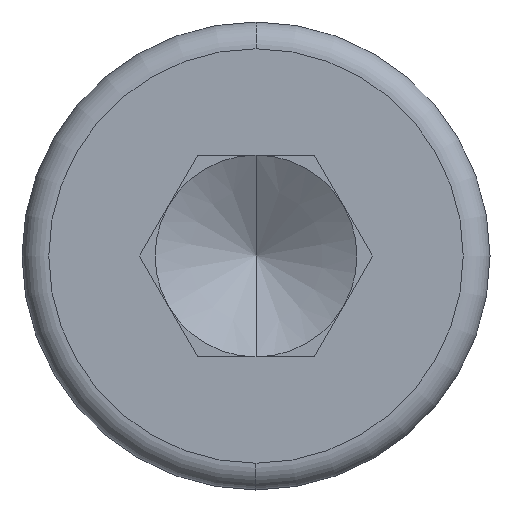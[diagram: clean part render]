
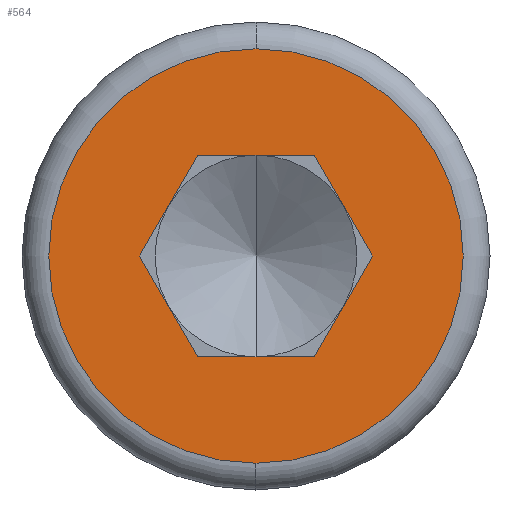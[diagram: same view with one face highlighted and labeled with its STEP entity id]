
A CAD part, left-side view. The second image highlights one B-rep face of the part: STEP entity #564.
In plain terms, the highlighted planar face has unit normal (-1, 0, 0).
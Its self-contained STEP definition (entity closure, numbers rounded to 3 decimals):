
#8 = CARTESIAN_POINT ( 'NONE',  ( 0., 0.872, 1.51 ) ) ;
#34 = VECTOR ( 'NONE', #165, 1000. ) ;
#44 = DIRECTION ( 'NONE',  ( 0., 0., 1. ) ) ;
#58 = LINE ( 'NONE', #413, #279 ) ;
#81 = EDGE_CURVE ( 'NONE', #598, #463, #668, .T. ) ;
#82 = AXIS2_PLACEMENT_3D ( 'NONE', #373, #602, #90 ) ;
#84 = ORIENTED_EDGE ( 'NONE', *, *, #491, .F. ) ;
#87 = EDGE_CURVE ( 'NONE', #581, #718, #141, .T. ) ;
#90 = DIRECTION ( 'NONE',  ( 0., 0., 1. ) ) ;
#106 = CARTESIAN_POINT ( 'NONE',  ( 0., -1.744, 0. ) ) ;
#107 = PLANE ( 'NONE',  #655 ) ;
#113 = DIRECTION ( 'NONE',  ( 0., -0.5, -0.866 ) ) ;
#141 = CIRCLE ( 'NONE', #552, 3.1 ) ;
#146 = ORIENTED_EDGE ( 'NONE', *, *, #317, .F. ) ;
#165 = DIRECTION ( 'NONE',  ( 0., -0.5, 0.866 ) ) ;
#166 = CARTESIAN_POINT ( 'NONE',  ( 0., 1.744, 0. ) ) ;
#184 = EDGE_CURVE ( 'NONE', #209, #263, #386, .T. ) ;
#186 = VECTOR ( 'NONE', #113, 1000. ) ;
#189 = CARTESIAN_POINT ( 'NONE',  ( 0., -0.872, 1.51 ) ) ;
#209 = VERTEX_POINT ( 'NONE', #407 ) ;
#217 = FACE_BOUND ( 'NONE', #537, .T. ) ;
#229 = CARTESIAN_POINT ( 'NONE',  ( 0., 0., 0. ) ) ;
#244 = VECTOR ( 'NONE', #331, 1000. ) ;
#263 = VERTEX_POINT ( 'NONE', #451 ) ;
#279 = VECTOR ( 'NONE', #359, 1000. ) ;
#281 = CARTESIAN_POINT ( 'NONE',  ( 0., 0., 3.1 ) ) ;
#302 = ORIENTED_EDGE ( 'NONE', *, *, #184, .T. ) ;
#310 = CARTESIAN_POINT ( 'NONE',  ( 0., 0.872, -1.51 ) ) ;
#317 = EDGE_CURVE ( 'NONE', #634, #463, #472, .T. ) ;
#331 = DIRECTION ( 'NONE',  ( 0., 0.5, -0.866 ) ) ;
#333 = DIRECTION ( 'NONE',  ( 0., 0., 1. ) ) ;
#334 = CARTESIAN_POINT ( 'NONE',  ( 0., 1.744, 0. ) ) ;
#352 = CARTESIAN_POINT ( 'NONE',  ( 0., -0.872, 1.51 ) ) ;
#359 = DIRECTION ( 'NONE',  ( 0., -1., 0. ) ) ;
#364 = VERTEX_POINT ( 'NONE', #310 ) ;
#373 = CARTESIAN_POINT ( 'NONE',  ( 0., 0., 0. ) ) ;
#386 = LINE ( 'NONE', #106, #244 ) ;
#389 = DIRECTION ( 'NONE',  ( 0., -0.5, -0.866 ) ) ;
#391 = VECTOR ( 'NONE', #389, 1000. ) ;
#407 = CARTESIAN_POINT ( 'NONE',  ( 0., -1.744, 0. ) ) ;
#411 = DIRECTION ( 'NONE',  ( 0., 1., 0. ) ) ;
#413 = CARTESIAN_POINT ( 'NONE',  ( 0., 0.872, -1.51 ) ) ;
#428 = EDGE_CURVE ( 'NONE', #634, #209, #735, .T. ) ;
#430 = ORIENTED_EDGE ( 'NONE', *, *, #428, .T. ) ;
#433 = CARTESIAN_POINT ( 'NONE',  ( 0., 0., 0. ) ) ;
#443 = CARTESIAN_POINT ( 'NONE',  ( 0., 1.744, 0. ) ) ;
#451 = CARTESIAN_POINT ( 'NONE',  ( 0., -0.872, -1.51 ) ) ;
#453 = DIRECTION ( 'NONE',  ( -1., 0., 0. ) ) ;
#463 = VERTEX_POINT ( 'NONE', #8 ) ;
#472 = LINE ( 'NONE', #352, #702 ) ;
#483 = ORIENTED_EDGE ( 'NONE', *, *, #528, .T. ) ;
#491 = EDGE_CURVE ( 'NONE', #364, #263, #58, .T. ) ;
#505 = LINE ( 'NONE', #166, #391 ) ;
#514 = CARTESIAN_POINT ( 'NONE',  ( 0., -0.872, 1.51 ) ) ;
#528 = EDGE_CURVE ( 'NONE', #718, #581, #724, .T. ) ;
#537 = EDGE_LOOP ( 'NONE', ( #694, #146, #430, #302, #84, #658 ) ) ;
#552 = AXIS2_PLACEMENT_3D ( 'NONE', #433, #609, #333 ) ;
#564 = ADVANCED_FACE ( 'NONE', ( #217, #565 ), #107, .T. ) ;
#565 = FACE_OUTER_BOUND ( 'NONE', #605, .T. ) ;
#581 = VERTEX_POINT ( 'NONE', #281 ) ;
#583 = EDGE_CURVE ( 'NONE', #598, #364, #505, .T. ) ;
#598 = VERTEX_POINT ( 'NONE', #334 ) ;
#602 = DIRECTION ( 'NONE',  ( -1., 0., 0. ) ) ;
#605 = EDGE_LOOP ( 'NONE', ( #721, #483 ) ) ;
#609 = DIRECTION ( 'NONE',  ( -1., 0., 0. ) ) ;
#634 = VERTEX_POINT ( 'NONE', #514 ) ;
#655 = AXIS2_PLACEMENT_3D ( 'NONE', #229, #453, #44 ) ;
#658 = ORIENTED_EDGE ( 'NONE', *, *, #583, .F. ) ;
#668 = LINE ( 'NONE', #443, #34 ) ;
#694 = ORIENTED_EDGE ( 'NONE', *, *, #81, .T. ) ;
#702 = VECTOR ( 'NONE', #411, 1000. ) ;
#718 = VERTEX_POINT ( 'NONE', #719 ) ;
#719 = CARTESIAN_POINT ( 'NONE',  ( 0., 0., -3.1 ) ) ;
#721 = ORIENTED_EDGE ( 'NONE', *, *, #87, .T. ) ;
#724 = CIRCLE ( 'NONE', #82, 3.1 ) ;
#735 = LINE ( 'NONE', #189, #186 ) ;
